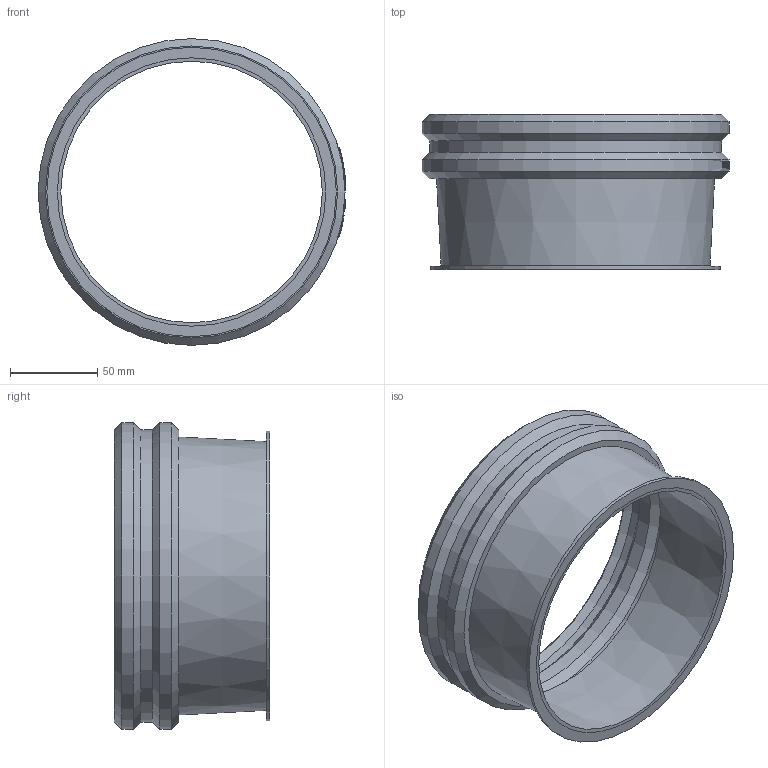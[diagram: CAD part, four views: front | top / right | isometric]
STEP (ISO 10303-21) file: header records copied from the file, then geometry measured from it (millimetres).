
FILE_DESCRIPTION(/* description */ (''),/* implementation_level */ '2;1');
FILE_NAME(/* name */ '20041 BFM Spigot 304SS With Jacobs Lip ENG-163751 v1.step',/* time_stamp */ '2023-08-03T14:42:04+12:00',/* author */ (''),/* organization */ (''),/* preprocessor_version */ 'ST-DEVELOPER v20',/* originating_system */ 'Autodesk Translation Framework v12.9.0.99',/* authorisation */ '');
FILE_SCHEMA (('AUTOMOTIVE_DESIGN { 1 0 10303 214 3 1 1 }'));
Length unit declared in the file: millimetre
Products named in the file (1): 20041 BFM Spigot 304SS With Jacobs Lip ENG-163751
Bounding box: 176.5 x 88.98 x 176 mm (x, y, z)
Volume: 107103.9 mm3; surface area: 109301.1 mm2
Topology: 1 solids, 1 shells, 325 faces, 855 edges, 565 vertices
Faces by surface type: plane 145, bspline 130, cylinder 38, cone 12
Full cylindrical faces by diameter (mm): 163.5 x1, 165.995 x1, 167.5 x1, 172 x2, 176 x2
Entity records: 13975 total; most frequent: CARTESIAN_POINT 6591, ORIENTED_EDGE 1710, DIRECTION 1180, EDGE_CURVE 855, VERTEX_POINT 565, LINE 430, VECTOR 430, AXIS2_PLACEMENT_3D 375
